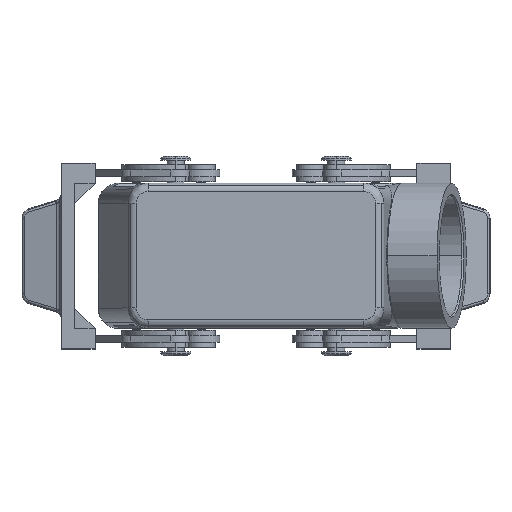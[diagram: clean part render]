
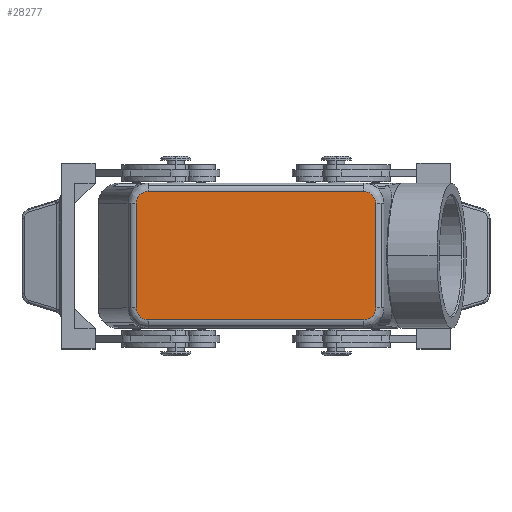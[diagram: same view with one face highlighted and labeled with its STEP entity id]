
A CAD part, top view. The second image highlights one B-rep face of the part: STEP entity #28277.
In plain terms, the highlighted planar face has unit normal (0, 0, 1).
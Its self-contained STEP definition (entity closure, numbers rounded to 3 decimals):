
#1744=CARTESIAN_POINT('',(-35.448,-15.5,76.0));
#1745=VERTEX_POINT('',#1744);
#1753=CARTESIAN_POINT('',(-35.448,15.5,76.0));
#1754=VERTEX_POINT('',#1753);
#1755=CARTESIAN_POINT('',(-35.448,-15.5,76.0));
#1756=DIRECTION('',(0.0,1.0,0.0));
#1757=VECTOR('',#1756,31.);
#1758=LINE('',#1755,#1757);
#1759=EDGE_CURVE('',#1745,#1754,#1758,.T.);
#28140=CARTESIAN_POINT('',(31.88,19.0,76.0));
#28141=VERTEX_POINT('',#28140);
#28149=CARTESIAN_POINT('',(35.448,15.5,76.0));
#28150=VERTEX_POINT('',#28149);
#28151=CARTESIAN_POINT('',(31.88,15.5,76.0));
#28152=DIRECTION('',(0.0,0.0,-1.0));
#28153=DIRECTION('',(1.0,0.0,0.0));
#28154=AXIS2_PLACEMENT_3D('',#28151,#28152,#28153);
#28155=ELLIPSE('',#28154,3.569,3.5);
#28156=EDGE_CURVE('',#28141,#28150,#28155,.T.);
#28210=CARTESIAN_POINT('',(35.448,-15.5,76.0));
#28211=VERTEX_POINT('',#28210);
#28212=CARTESIAN_POINT('',(35.448,15.5,76.0));
#28213=DIRECTION('',(0.0,-1.0,0.0));
#28214=VECTOR('',#28213,31.);
#28215=LINE('',#28212,#28214);
#28216=EDGE_CURVE('',#28150,#28211,#28215,.T.);
#28228=CARTESIAN_POINT('',(37.5,0.0,76.0));
#28229=DIRECTION('',(0.0,0.0,1.0));
#28230=DIRECTION('',(1.0,0.0,0.0));
#28231=AXIS2_PLACEMENT_3D('',#28228,#28229,#28230);
#28232=PLANE('',#28231);
#28233=ORIENTED_EDGE('',*,*,#28156,.F.);
#28234=CARTESIAN_POINT('',(-31.88,19.0,76.0));
#28235=VERTEX_POINT('',#28234);
#28236=CARTESIAN_POINT('',(-31.88,19.0,76.0));
#28237=DIRECTION('',(1.0,0.0,0.0));
#28238=VECTOR('',#28237,63.76);
#28239=LINE('',#28236,#28238);
#28240=EDGE_CURVE('',#28235,#28141,#28239,.T.);
#28241=ORIENTED_EDGE('',*,*,#28240,.F.);
#28242=CARTESIAN_POINT('',(-31.88,15.5,76.0));
#28243=DIRECTION('',(0.0,0.0,-1.0));
#28244=DIRECTION('',(-1.0,0.0,0.0));
#28245=AXIS2_PLACEMENT_3D('',#28242,#28243,#28244);
#28246=ELLIPSE('',#28245,3.569,3.5);
#28247=EDGE_CURVE('',#1754,#28235,#28246,.T.);
#28248=ORIENTED_EDGE('',*,*,#28247,.F.);
#28249=ORIENTED_EDGE('',*,*,#1759,.F.);
#28250=CARTESIAN_POINT('',(-31.88,-19.0,76.0));
#28251=VERTEX_POINT('',#28250);
#28252=CARTESIAN_POINT('',(-31.88,-15.5,76.0));
#28253=DIRECTION('',(0.0,0.0,-1.0));
#28254=DIRECTION('',(-1.0,0.0,0.0));
#28255=AXIS2_PLACEMENT_3D('',#28252,#28253,#28254);
#28256=ELLIPSE('',#28255,3.569,3.5);
#28257=EDGE_CURVE('',#28251,#1745,#28256,.T.);
#28258=ORIENTED_EDGE('',*,*,#28257,.F.);
#28259=CARTESIAN_POINT('',(31.88,-19.0,76.0));
#28260=VERTEX_POINT('',#28259);
#28261=CARTESIAN_POINT('',(31.88,-19.0,76.0));
#28262=DIRECTION('',(-1.0,0.0,0.0));
#28263=VECTOR('',#28262,63.76);
#28264=LINE('',#28261,#28263);
#28265=EDGE_CURVE('',#28260,#28251,#28264,.T.);
#28266=ORIENTED_EDGE('',*,*,#28265,.F.);
#28267=CARTESIAN_POINT('',(31.88,-15.5,76.0));
#28268=DIRECTION('',(0.0,0.0,-1.0));
#28269=DIRECTION('',(1.0,0.0,0.0));
#28270=AXIS2_PLACEMENT_3D('',#28267,#28268,#28269);
#28271=ELLIPSE('',#28270,3.569,3.5);
#28272=EDGE_CURVE('',#28211,#28260,#28271,.T.);
#28273=ORIENTED_EDGE('',*,*,#28272,.F.);
#28274=ORIENTED_EDGE('',*,*,#28216,.F.);
#28275=EDGE_LOOP('',(#28233,#28241,#28248,#28249,#28258,#28266,#28273,#28274));
#28276=FACE_OUTER_BOUND('',#28275,.T.);
#28277=ADVANCED_FACE('',(#28276),#28232,.T.);
